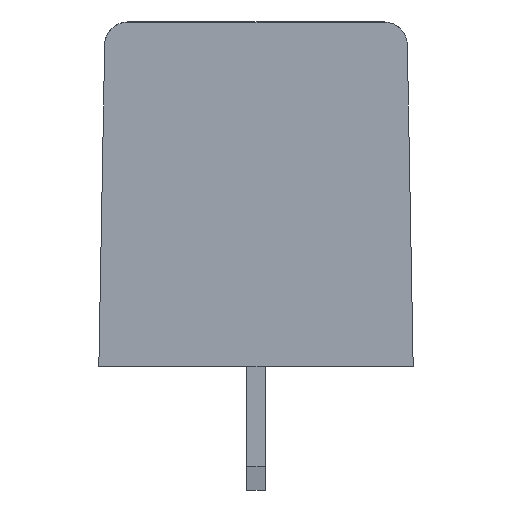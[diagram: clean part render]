
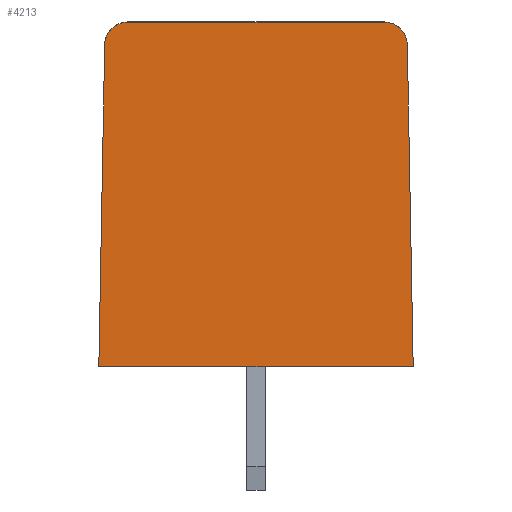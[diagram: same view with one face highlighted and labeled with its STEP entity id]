
A CAD part, left-side view. The second image highlights one B-rep face of the part: STEP entity #4213.
In plain terms, the highlighted planar face has unit normal (-1, 0, 0).
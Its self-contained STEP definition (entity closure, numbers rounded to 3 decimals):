
#4081 = VERTEX_POINT('',#4082);
#4082 = CARTESIAN_POINT('',(-0.375,5.5,14.8));
#4088 = EDGE_CURVE('',#4081,#4089,#4091,.T.);
#4089 = VERTEX_POINT('',#4090);
#4090 = CARTESIAN_POINT('',(-0.375,-5.5,14.8));
#4091 = LINE('',#4092,#4093);
#4092 = CARTESIAN_POINT('',(-0.375,6.75,14.8));
#4093 = VECTOR('',#4094,1.);
#4094 = DIRECTION('',(0.,-1.,0.));
#4128 = VERTEX_POINT('',#4129);
#4129 = CARTESIAN_POINT('',(-0.375,6.5,13.818));
#4135 = EDGE_CURVE('',#4128,#4081,#4136,.T.);
#4136 = CIRCLE('',#4137,1.);
#4137 = AXIS2_PLACEMENT_3D('',#4138,#4139,#4140);
#4138 = CARTESIAN_POINT('',(-0.375,5.5,13.8));
#4139 = DIRECTION('',(1.,0.,0.));
#4140 = DIRECTION('',(0.,1.,0.));
#4194 = EDGE_CURVE('',#4089,#4195,#4197,.T.);
#4195 = VERTEX_POINT('',#4196);
#4196 = CARTESIAN_POINT('',(-0.375,-6.5,13.818));
#4197 = CIRCLE('',#4198,1.);
#4198 = AXIS2_PLACEMENT_3D('',#4199,#4200,#4201);
#4199 = CARTESIAN_POINT('',(-0.375,-5.5,13.8));
#4200 = DIRECTION('',(1.,0.,0.));
#4201 = DIRECTION('',(0.,1.,0.));
#4213 = ADVANCED_FACE('',(#4214),#4241,.T.);
#4214 = FACE_BOUND('',#4215,.T.);
#4215 = EDGE_LOOP('',(#4216,#4224,#4232,#4238,#4239,#4240));
#4216 = ORIENTED_EDGE('',*,*,#4217,.F.);
#4217 = EDGE_CURVE('',#4218,#4128,#4220,.T.);
#4218 = VERTEX_POINT('',#4219);
#4219 = CARTESIAN_POINT('',(-0.375,6.75,0.));
#4220 = LINE('',#4221,#4222);
#4221 = CARTESIAN_POINT('',(-0.375,6.625,6.909));
#4222 = VECTOR('',#4223,1.);
#4223 = DIRECTION('',(0.,-0.018,1.));
#4224 = ORIENTED_EDGE('',*,*,#4225,.T.);
#4225 = EDGE_CURVE('',#4218,#4226,#4228,.T.);
#4226 = VERTEX_POINT('',#4227);
#4227 = CARTESIAN_POINT('',(-0.375,-6.75,0.));
#4228 = LINE('',#4229,#4230);
#4229 = CARTESIAN_POINT('',(-0.375,6.75,0.));
#4230 = VECTOR('',#4231,1.);
#4231 = DIRECTION('',(0.,-1.,0.));
#4232 = ORIENTED_EDGE('',*,*,#4233,.F.);
#4233 = EDGE_CURVE('',#4195,#4226,#4234,.T.);
#4234 = LINE('',#4235,#4236);
#4235 = CARTESIAN_POINT('',(-0.375,-6.748,0.122));
#4236 = VECTOR('',#4237,1.);
#4237 = DIRECTION('',(0.,-0.018,-1.));
#4238 = ORIENTED_EDGE('',*,*,#4194,.F.);
#4239 = ORIENTED_EDGE('',*,*,#4088,.F.);
#4240 = ORIENTED_EDGE('',*,*,#4135,.F.);
#4241 = PLANE('',#4242);
#4242 = AXIS2_PLACEMENT_3D('',#4243,#4244,#4245);
#4243 = CARTESIAN_POINT('',(-0.375,6.75,0.));
#4244 = DIRECTION('',(-1.,0.,0.));
#4245 = DIRECTION('',(0.,0.,1.));
